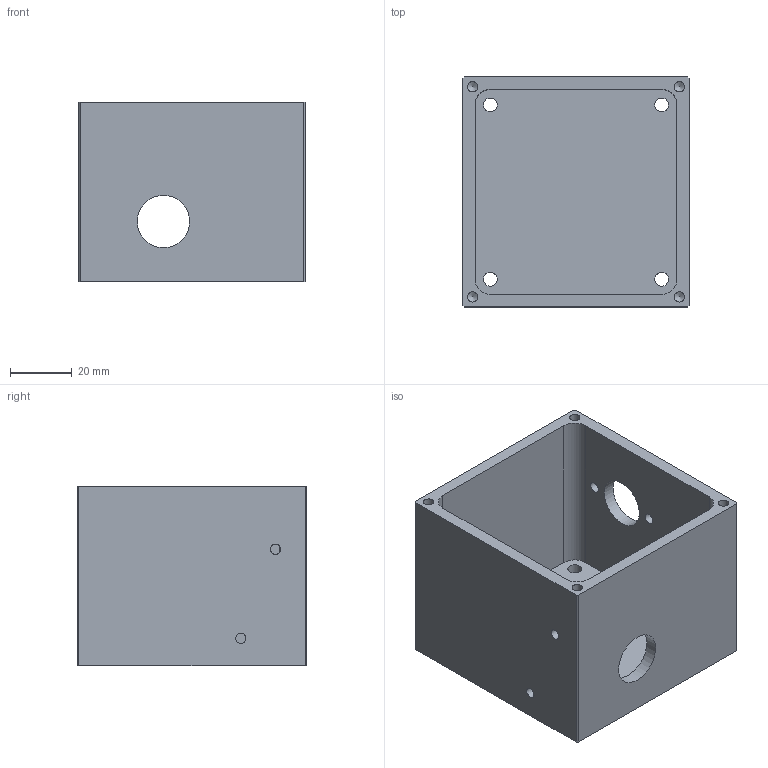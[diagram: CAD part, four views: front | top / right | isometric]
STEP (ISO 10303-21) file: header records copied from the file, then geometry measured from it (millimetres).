
FILE_DESCRIPTION(/* description */ (''),/* implementation_level */ '2;1');
FILE_NAME(/* name */ 'Gehäuße.step',/* time_stamp */ '2022-05-05T16:51:18+02:00',/* author */ (''),/* organization */ (''),/* preprocessor_version */ 'ST-DEVELOPER v18.1',/* originating_system */ 'Autodesk Translation Framework v10.14.0.1471',/* authorisation */ '');
FILE_SCHEMA (('AUTOMOTIVE_DESIGN { 1 0 10303 214 3 1 1 }'));
Length unit declared in the file: millimetre
Products named in the file (1): Gehäuße
Bounding box: 73.5 x 74.54 x 58.35 mm (x, y, z)
Volume: 80559.9 mm3; surface area: 41990.8 mm2
Topology: 1 solids, 1 shells, 38 faces, 104 edges, 68 vertices
Faces by surface type: cylinder 19, plane 15, cone 4
Full cylindrical faces by diameter (mm): 3.332 x6, 3.5 x2, 4.5 x4, 16 x1, 17 x2
Entity records: 1279 total; most frequent: DIRECTION 216, CARTESIAN_POINT 216, ORIENTED_EDGE 200, EDGE_CURVE 100, AXIS2_PLACEMENT_3D 78, VERTEX_POINT 68, EDGE_LOOP 64, LINE 60
